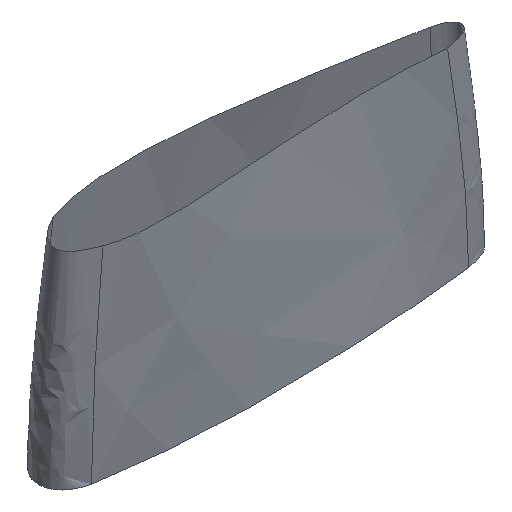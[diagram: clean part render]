
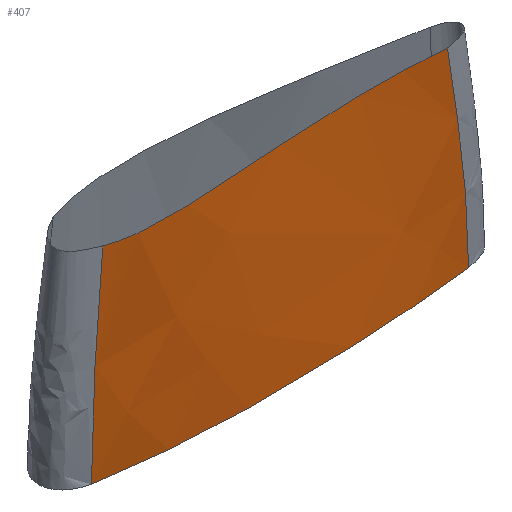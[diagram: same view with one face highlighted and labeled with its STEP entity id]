
A CAD part, isometric view. The second image highlights one B-rep face of the part: STEP entity #407.
In plain terms, the highlighted free-form (B-spline) face has degree [3, 3] with [5, 6] control points.
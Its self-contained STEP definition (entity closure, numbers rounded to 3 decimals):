
#2 = CARTESIAN_POINT ( 'NONE',  ( 189.637, -17.083, 24.127 ) ) ;
#6 = CARTESIAN_POINT ( 'NONE',  ( 88.77, -23.355, 24.109 ) ) ;
#36 = CARTESIAN_POINT ( 'NONE',  ( 27.721, -21.496, 0. ) ) ;
#40 = EDGE_CURVE ( 'NONE', #517, #464, #352, .T. ) ;
#47 = CARTESIAN_POINT ( 'NONE',  ( 180.605, -16.017, 100. ) ) ;
#54 = CARTESIAN_POINT ( 'NONE',  ( 190.076, -17.135, 5.571 ) ) ;
#93 = CARTESIAN_POINT ( 'NONE',  ( 5.998, -15.798, 85.196 ) ) ;
#94 = CARTESIAN_POINT ( 'NONE',  ( 1.041, -16.558, 24.101 ) ) ;
#107 = CARTESIAN_POINT ( 'NONE',  ( 80.719, -21.519, 57.458 ) ) ;
#118 = EDGE_CURVE ( 'NONE', #517, #557, #610, .T. ) ;
#130 = CARTESIAN_POINT ( 'NONE',  ( 1.041, -16.558, 24.101 ) ) ;
#133 = CARTESIAN_POINT ( 'NONE',  ( 143.512, -12.757, 100. ) ) ;
#134 = CARTESIAN_POINT ( 'NONE',  ( 0.727, -16.606, 0. ) ) ;
#144 = CARTESIAN_POINT ( 'NONE',  ( 92.219, -25.08, 5.58 ) ) ;
#147 = VERTEX_POINT ( 'NONE', #613 ) ;
#148 = CARTESIAN_POINT ( 'NONE',  ( 161.947, -20.439, 5.571 ) ) ;
#153 = CARTESIAN_POINT ( 'NONE',  ( 0.727, -16.606, 0. ) ) ;
#168 = EDGE_CURVE ( 'NONE', #464, #147, #285, .T. ) ;
#182 = CARTESIAN_POINT ( 'NONE',  ( 21.102, -21.13, 100. ) ) ;
#183 = CARTESIAN_POINT ( 'NONE',  ( 70.56, -18.095, 100. ) ) ;
#185 = CARTESIAN_POINT ( 'NONE',  ( 23.497, -21.485, 57.442 ) ) ;
#190 = CARTESIAN_POINT ( 'NONE',  ( 74.503, -19.295, 85.2 ) ) ;
#196 = CARTESIAN_POINT ( 'NONE',  ( 190.076, -17.135, 0. ) ) ;
#221 = CARTESIAN_POINT ( 'NONE',  ( 21.102, -21.13, 100. ) ) ;
#232 = CARTESIAN_POINT ( 'NONE',  ( 27.721, -21.496, 0. ) ) ;
#241 = CARTESIAN_POINT ( 'NONE',  ( 186.656, -16.731, 57.465 ) ) ;
#244 = EDGE_LOOP ( 'NONE', ( #574, #249, #419, #622 ) ) ;
#249 = ORIENTED_EDGE ( 'NONE', *, *, #430, .T. ) ;
#280 = CARTESIAN_POINT ( 'NONE',  ( 5.998, -15.798, 85.196 ) ) ;
#285 = B_SPLINE_CURVE_WITH_KNOTS ( 'NONE', 3,
 ( #375, #221, #183, #133, #329 ),
 .UNSPECIFIED., .F., .F.,
 ( 4, 1, 4 ),
 ( 0., 0.5, 1. ),
 .UNSPECIFIED. ) ;
#291 = CARTESIAN_POINT ( 'NONE',  ( 182.71, -16.265, 85.205 ) ) ;
#300 = CARTESIAN_POINT ( 'NONE',  ( 190.076, -17.135, 0. ) ) ;
#317 = B_SPLINE_SURFACE_WITH_KNOTS ( 'NONE', 3, 3, ( 
 ( #134, #425, #94, #518, #280, #473 ),
 ( #36, #330, #422, #185, #378, #182 ),
 ( #338, #144, #6, #107, #190, #528 ),
 ( #617, #148, #529, #389, #428, #392 ),
 ( #300, #492, #2, #531, #291, #47 ) ),
 .UNSPECIFIED., .F., .F., .F.,
 ( 4, 1, 4 ),
 ( 4, 1, 1, 4 ),
 ( 0., 0.5, 1. ),
 ( 0., 0.167, 0.556, 1. ),
 .UNSPECIFIED. ) ;
#329 = CARTESIAN_POINT ( 'NONE',  ( 180.605, -16.017, 100. ) ) ;
#330 = CARTESIAN_POINT ( 'NONE',  ( 27.721, -21.496, 5.563 ) ) ;
#338 = CARTESIAN_POINT ( 'NONE',  ( 94.267, -25.064, 0. ) ) ;
#352 = B_SPLINE_CURVE_WITH_KNOTS ( 'NONE', 3,
 ( #153, #377, #130, #519, #93, #522 ),
 .UNSPECIFIED., .F., .F.,
 ( 4, 1, 1, 4 ),
 ( 0., 0.167, 0.556, 1. ),
 .UNSPECIFIED. ) ;
#375 = CARTESIAN_POINT ( 'NONE',  ( 7.503, -15.567, 100. ) ) ;
#377 = CARTESIAN_POINT ( 'NONE',  ( 0.727, -16.606, 5.563 ) ) ;
#378 = CARTESIAN_POINT ( 'NONE',  ( 21.956, -21.252, 85.197 ) ) ;
#380 = B_SPLINE_CURVE_WITH_KNOTS ( 'NONE', 3,
 ( #196, #54, #483, #241, #577, #480 ),
 .UNSPECIFIED., .F., .F.,
 ( 4, 1, 1, 4 ),
 ( 0., 0.167, 0.556, 1. ),
 .UNSPECIFIED. ) ;
#389 = CARTESIAN_POINT ( 'NONE',  ( 153.187, -16.507, 57.461 ) ) ;
#392 = CARTESIAN_POINT ( 'NONE',  ( 143.512, -12.757, 100. ) ) ;
#407 = ADVANCED_FACE ( 'NONE', ( #602 ), #317, .T. ) ;
#419 = ORIENTED_EDGE ( 'NONE', *, *, #168, .F. ) ;
#422 = CARTESIAN_POINT ( 'NONE',  ( 24.974, -21.64, 24.107 ) ) ;
#423 = CARTESIAN_POINT ( 'NONE',  ( 94.267, -25.064, 0. ) ) ;
#425 = CARTESIAN_POINT ( 'NONE',  ( 0.727, -16.606, 5.563 ) ) ;
#426 = CARTESIAN_POINT ( 'NONE',  ( 161.947, -20.439, 0. ) ) ;
#428 = CARTESIAN_POINT ( 'NONE',  ( 146.901, -14.074, 85.204 ) ) ;
#430 = EDGE_CURVE ( 'NONE', #557, #147, #380, .T. ) ;
#464 = VERTEX_POINT ( 'NONE', #575 ) ;
#473 = CARTESIAN_POINT ( 'NONE',  ( 7.503, -15.567, 100. ) ) ;
#474 = CARTESIAN_POINT ( 'NONE',  ( 0.727, -16.606, 0. ) ) ;
#480 = CARTESIAN_POINT ( 'NONE',  ( 180.605, -16.017, 100. ) ) ;
#483 = CARTESIAN_POINT ( 'NONE',  ( 189.637, -17.083, 24.127 ) ) ;
#492 = CARTESIAN_POINT ( 'NONE',  ( 190.076, -17.135, 5.571 ) ) ;
#502 = CARTESIAN_POINT ( 'NONE',  ( 190.076, -17.135, 0. ) ) ;
#517 = VERTEX_POINT ( 'NONE', #525 ) ;
#518 = CARTESIAN_POINT ( 'NONE',  ( 3.174, -16.231, 57.437 ) ) ;
#519 = CARTESIAN_POINT ( 'NONE',  ( 3.174, -16.231, 57.437 ) ) ;
#522 = CARTESIAN_POINT ( 'NONE',  ( 7.503, -15.567, 100. ) ) ;
#525 = CARTESIAN_POINT ( 'NONE',  ( 0.727, -16.606, 0. ) ) ;
#528 = CARTESIAN_POINT ( 'NONE',  ( 70.56, -18.095, 100. ) ) ;
#529 = CARTESIAN_POINT ( 'NONE',  ( 158.295, -18.542, 24.122 ) ) ;
#531 = CARTESIAN_POINT ( 'NONE',  ( 186.656, -16.731, 57.465 ) ) ;
#557 = VERTEX_POINT ( 'NONE', #502 ) ;
#574 = ORIENTED_EDGE ( 'NONE', *, *, #118, .T. ) ;
#575 = CARTESIAN_POINT ( 'NONE',  ( 7.503, -15.567, 100. ) ) ;
#577 = CARTESIAN_POINT ( 'NONE',  ( 182.71, -16.265, 85.205 ) ) ;
#602 = FACE_OUTER_BOUND ( 'NONE', #244, .T. ) ;
#610 = B_SPLINE_CURVE_WITH_KNOTS ( 'NONE', 3,
 ( #474, #232, #423, #426, #616 ),
 .UNSPECIFIED., .F., .F.,
 ( 4, 1, 4 ),
 ( 0., 0.5, 1. ),
 .UNSPECIFIED. ) ;
#613 = CARTESIAN_POINT ( 'NONE',  ( 180.605, -16.017, 100. ) ) ;
#616 = CARTESIAN_POINT ( 'NONE',  ( 190.076, -17.135, 0. ) ) ;
#617 = CARTESIAN_POINT ( 'NONE',  ( 161.947, -20.439, 0. ) ) ;
#622 = ORIENTED_EDGE ( 'NONE', *, *, #40, .F. ) ;
